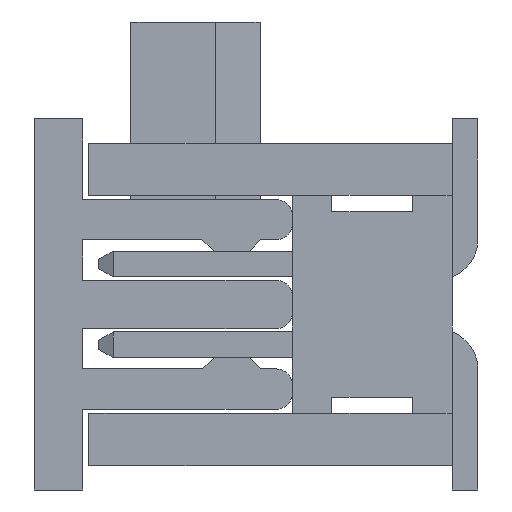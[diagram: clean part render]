
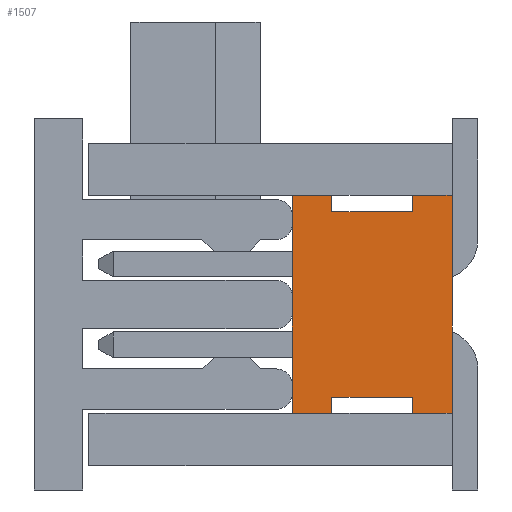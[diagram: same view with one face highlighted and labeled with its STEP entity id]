
A CAD part, left-side view. The second image highlights one B-rep face of the part: STEP entity #1507.
In plain terms, the highlighted planar face has unit normal (-1, 0, 0).
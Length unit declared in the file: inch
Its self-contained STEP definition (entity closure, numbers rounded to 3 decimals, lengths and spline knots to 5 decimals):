
#1507 = ADVANCED_FACE( '', ( #3127 ), #3128, .F. );
#3127 = FACE_OUTER_BOUND( '', #4877, .T. );
#3128 = PLANE( '', #4878 );
#4877 = EDGE_LOOP( '', ( #9341, #9342, #9343, #9344, #9345, #9346, #9347, #9348, #9349, #9350, #9351, #9352 ) );
#4878 = AXIS2_PLACEMENT_3D( '', #9353, #9354, #9355 );
#9341 = ORIENTED_EDGE( '', *, *, #12565, .F. );
#9342 = ORIENTED_EDGE( '', *, *, #12231, .F. );
#9343 = ORIENTED_EDGE( '', *, *, #12566, .T. );
#9344 = ORIENTED_EDGE( '', *, *, #12567, .T. );
#9345 = ORIENTED_EDGE( '', *, *, #11996, .F. );
#9346 = ORIENTED_EDGE( '', *, *, #12098, .F. );
#9347 = ORIENTED_EDGE( '', *, *, #11745, .F. );
#9348 = ORIENTED_EDGE( '', *, *, #11975, .F. );
#9349 = ORIENTED_EDGE( '', *, *, #12473, .F. );
#9350 = ORIENTED_EDGE( '', *, *, #12152, .F. );
#9351 = ORIENTED_EDGE( '', *, *, #11705, .T. );
#9352 = ORIENTED_EDGE( '', *, *, #11847, .F. );
#9353 = CARTESIAN_POINT( '', ( -0.3, 0.099, -0.0675 ) );
#9354 = DIRECTION( '', ( 1., 0., 0. ) );
#9355 = DIRECTION( '', ( 0., 0., -1. ) );
#11705 = EDGE_CURVE( '', #14507, #14511, #14513, .T. );
#11745 = EDGE_CURVE( '', #14569, #14570, #14571, .T. );
#11847 = EDGE_CURVE( '', #14723, #14511, #14724, .T. );
#11975 = EDGE_CURVE( '', #14902, #14569, #14903, .T. );
#11996 = EDGE_CURVE( '', #14932, #14934, #14935, .T. );
#12098 = EDGE_CURVE( '', #14570, #14932, #15070, .T. );
#12152 = EDGE_CURVE( '', #14507, #15153, #15154, .T. );
#12231 = EDGE_CURVE( '', #15260, #15261, #15262, .T. );
#12473 = EDGE_CURVE( '', #15153, #14902, #15551, .T. );
#12565 = EDGE_CURVE( '', #15261, #14723, #15658, .T. );
#12566 = EDGE_CURVE( '', #15260, #15659, #15660, .T. );
#12567 = EDGE_CURVE( '', #15659, #14934, #15661, .T. );
#14507 = VERTEX_POINT( '', #18427 );
#14511 = VERTEX_POINT( '', #18433 );
#14513 = LINE( '', #18436, #18437 );
#14569 = VERTEX_POINT( '', #18519 );
#14570 = VERTEX_POINT( '', #18520 );
#14571 = LINE( '', #18521, #18522 );
#14723 = VERTEX_POINT( '', #18748 );
#14724 = LINE( '', #18749, #18750 );
#14902 = VERTEX_POINT( '', #19021 );
#14903 = LINE( '', #19022, #19023 );
#14932 = VERTEX_POINT( '', #19066 );
#14934 = VERTEX_POINT( '', #19069 );
#14935 = LINE( '', #19070, #19071 );
#15070 = LINE( '', #19269, #19270 );
#15153 = VERTEX_POINT( '', #19405 );
#15154 = LINE( '', #19406, #19407 );
#15260 = VERTEX_POINT( '', #19568 );
#15261 = VERTEX_POINT( '', #19569 );
#15262 = LINE( '', #19570, #19571 );
#15551 = LINE( '', #20008, #20009 );
#15658 = LINE( '', #20168, #20169 );
#15659 = VERTEX_POINT( '', #20170 );
#15660 = LINE( '', #20171, #20172 );
#15661 = LINE( '', #20173, #20174 );
#18427 = CARTESIAN_POINT( '', ( -0.3, 0.099, -0.0675 ) );
#18433 = CARTESIAN_POINT( '', ( -0.3, 0.0745, -0.0675 ) );
#18436 = CARTESIAN_POINT( '', ( -0.3, 0.099, -0.0675 ) );
#18437 = VECTOR( '', #21409, 39.37008 );
#18519 = CARTESIAN_POINT( '', ( -0.3, 0.0745, 0.0575 ) );
#18520 = CARTESIAN_POINT( '', ( -0.3, 0.0245, 0.0575 ) );
#18521 = CARTESIAN_POINT( '', ( -0.3, 0.0745, 0.0575 ) );
#18522 = VECTOR( '', #21439, 39.37008 );
#18748 = CARTESIAN_POINT( '', ( -0.3, 0.0745, -0.0575 ) );
#18749 = CARTESIAN_POINT( '', ( -0.3, 0.0745, -0.0575 ) );
#18750 = VECTOR( '', #21523, 39.37008 );
#19021 = CARTESIAN_POINT( '', ( -0.3, 0.0745, 0.0675 ) );
#19022 = CARTESIAN_POINT( '', ( -0.3, 0.0745, 0.0675 ) );
#19023 = VECTOR( '', #21632, 39.37008 );
#19066 = CARTESIAN_POINT( '', ( -0.3, 0.0245, 0.0675 ) );
#19069 = CARTESIAN_POINT( '', ( -0.3, 0., 0.0675 ) );
#19070 = CARTESIAN_POINT( '', ( -0.3, 0.099, 0.0675 ) );
#19071 = VECTOR( '', #21648, 39.37008 );
#19269 = CARTESIAN_POINT( '', ( -0.3, 0.0245, 0.0575 ) );
#19270 = VECTOR( '', #21733, 39.37008 );
#19405 = CARTESIAN_POINT( '', ( -0.3, 0.099, 0.0675 ) );
#19406 = CARTESIAN_POINT( '', ( -0.3, 0.099, -0.0675 ) );
#19407 = VECTOR( '', #21786, 39.37008 );
#19568 = CARTESIAN_POINT( '', ( -0.3, 0.0245, -0.0675 ) );
#19569 = CARTESIAN_POINT( '', ( -0.3, 0.0245, -0.0575 ) );
#19570 = CARTESIAN_POINT( '', ( -0.3, 0.0245, -0.0675 ) );
#19571 = VECTOR( '', #21845, 39.37008 );
#20008 = CARTESIAN_POINT( '', ( -0.3, 0.099, 0.0675 ) );
#20009 = VECTOR( '', #22018, 39.37008 );
#20168 = CARTESIAN_POINT( '', ( -0.3, 0.0245, -0.0575 ) );
#20169 = VECTOR( '', #22074, 39.37008 );
#20170 = CARTESIAN_POINT( '', ( -0.3, 0., -0.0675 ) );
#20171 = CARTESIAN_POINT( '', ( -0.3, 0.099, -0.0675 ) );
#20172 = VECTOR( '', #22075, 39.37008 );
#20173 = CARTESIAN_POINT( '', ( -0.3, 0., -0.0675 ) );
#20174 = VECTOR( '', #22076, 39.37008 );
#21409 = DIRECTION( '', ( 0., -1., 0. ) );
#21439 = DIRECTION( '', ( 0., -1., 0. ) );
#21523 = DIRECTION( '', ( 0., 0., -1. ) );
#21632 = DIRECTION( '', ( 0., 0., -1. ) );
#21648 = DIRECTION( '', ( 0., -1., 0. ) );
#21733 = DIRECTION( '', ( 0., 0., 1. ) );
#21786 = DIRECTION( '', ( 0., 0., 1. ) );
#21845 = DIRECTION( '', ( 0., 0., 1. ) );
#22018 = DIRECTION( '', ( 0., -1., 0. ) );
#22074 = DIRECTION( '', ( 0., 1., 0. ) );
#22075 = DIRECTION( '', ( 0., -1., 0. ) );
#22076 = DIRECTION( '', ( 0., 0., 1. ) );
